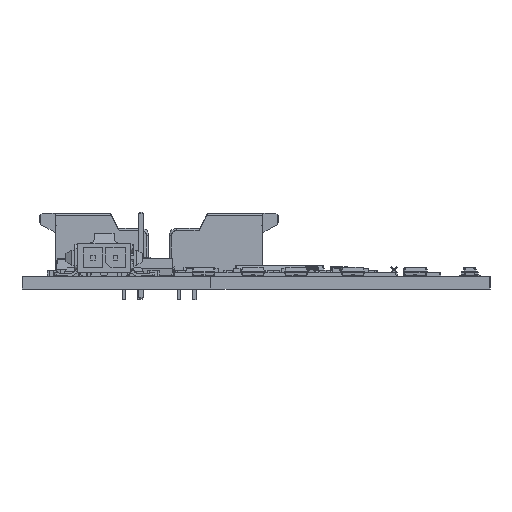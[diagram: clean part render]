
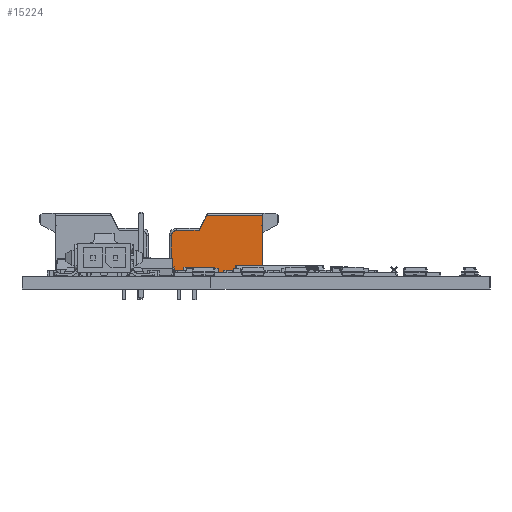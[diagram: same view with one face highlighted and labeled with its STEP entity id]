
A CAD part, left-side view. The second image highlights one B-rep face of the part: STEP entity #15224.
In plain terms, the highlighted face is planar.
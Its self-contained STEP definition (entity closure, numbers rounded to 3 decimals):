
#15224 = ADVANCED_FACE('',(#15225),#15284,.F.);
#15225 = FACE_BOUND('',#15226,.F.);
#15226 = EDGE_LOOP('',(#15227,#15237,#15245,#15253,#15261,#15270,#15278)
  );
#15227 = ORIENTED_EDGE('',*,*,#15228,.F.);
#15228 = EDGE_CURVE('',#15229,#15231,#15233,.T.);
#15229 = VERTEX_POINT('',#15230);
#15230 = CARTESIAN_POINT('',(11.,2.325,4.1));
#15231 = VERTEX_POINT('',#15232);
#15232 = CARTESIAN_POINT('',(11.,-5.125,4.1));
#15233 = LINE('',#15234,#15235);
#15234 = CARTESIAN_POINT('',(11.,2.325,4.1));
#15235 = VECTOR('',#15236,1.);
#15236 = DIRECTION('',(0.,-1.,0.));
#15237 = ORIENTED_EDGE('',*,*,#15238,.T.);
#15238 = EDGE_CURVE('',#15229,#15239,#15241,.T.);
#15239 = VERTEX_POINT('',#15240);
#15240 = CARTESIAN_POINT('',(11.,2.325,-3.6));
#15241 = LINE('',#15242,#15243);
#15242 = CARTESIAN_POINT('',(11.,2.325,4.1));
#15243 = VECTOR('',#15244,1.);
#15244 = DIRECTION('',(0.,0.,-1.));
#15245 = ORIENTED_EDGE('',*,*,#15246,.F.);
#15246 = EDGE_CURVE('',#15247,#15239,#15249,.T.);
#15247 = VERTEX_POINT('',#15248);
#15248 = CARTESIAN_POINT('',(11.,-9.775,-3.6));
#15249 = LINE('',#15250,#15251);
#15250 = CARTESIAN_POINT('',(11.,-9.775,-3.6));
#15251 = VECTOR('',#15252,1.);
#15252 = DIRECTION('',(0.,1.,0.));
#15253 = ORIENTED_EDGE('',*,*,#15254,.F.);
#15254 = EDGE_CURVE('',#15255,#15247,#15257,.T.);
#15255 = VERTEX_POINT('',#15256);
#15256 = CARTESIAN_POINT('',(11.,-9.775,1.4));
#15257 = LINE('',#15258,#15259);
#15258 = CARTESIAN_POINT('',(11.,-9.775,1.4));
#15259 = VECTOR('',#15260,1.);
#15260 = DIRECTION('',(0.,0.,-1.));
#15261 = ORIENTED_EDGE('',*,*,#15262,.F.);
#15262 = EDGE_CURVE('',#15263,#15255,#15265,.T.);
#15263 = VERTEX_POINT('',#15264);
#15264 = CARTESIAN_POINT('',(11.,-9.075,2.1));
#15265 = CIRCLE('',#15266,0.7);
#15266 = AXIS2_PLACEMENT_3D('',#15267,#15268,#15269);
#15267 = CARTESIAN_POINT('',(11.,-9.075,1.4));
#15268 = DIRECTION('',(1.,0.,-0.));
#15269 = DIRECTION('',(0.,0.,1.));
#15270 = ORIENTED_EDGE('',*,*,#15271,.F.);
#15271 = EDGE_CURVE('',#15272,#15263,#15274,.T.);
#15272 = VERTEX_POINT('',#15273);
#15273 = CARTESIAN_POINT('',(11.,-6.125,2.1));
#15274 = LINE('',#15275,#15276);
#15275 = CARTESIAN_POINT('',(11.,-6.125,2.1));
#15276 = VECTOR('',#15277,1.);
#15277 = DIRECTION('',(0.,-1.,0.));
#15278 = ORIENTED_EDGE('',*,*,#15279,.F.);
#15279 = EDGE_CURVE('',#15231,#15272,#15280,.T.);
#15280 = LINE('',#15281,#15282);
#15281 = CARTESIAN_POINT('',(11.,-5.125,4.1));
#15282 = VECTOR('',#15283,1.);
#15283 = DIRECTION('',(0.,-0.447,-0.894));
#15284 = PLANE('',#15285);
#15285 = AXIS2_PLACEMENT_3D('',#15286,#15287,#15288);
#15286 = CARTESIAN_POINT('',(11.,2.325,0.));
#15287 = DIRECTION('',(-1.,0.,0.));
#15288 = DIRECTION('',(0.,0.,-1.));
